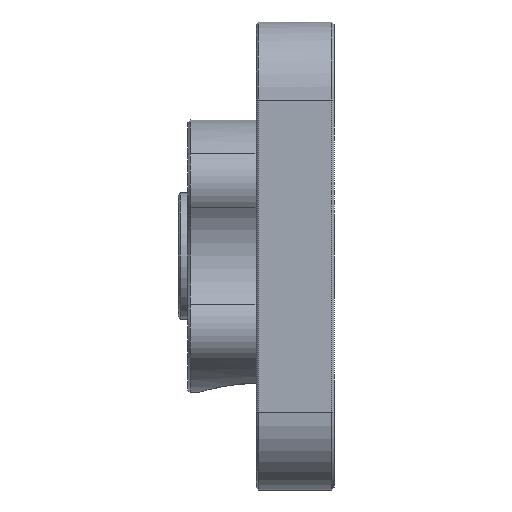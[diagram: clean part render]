
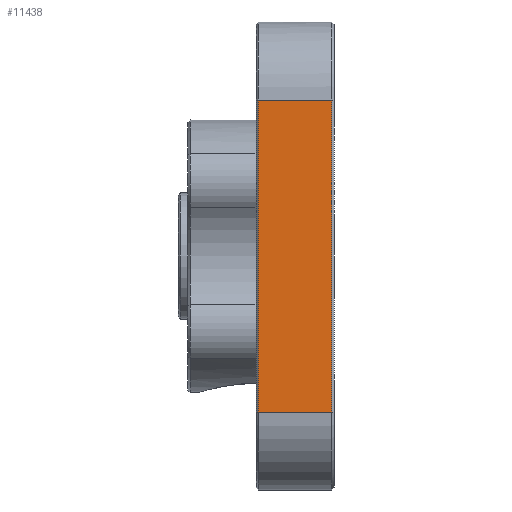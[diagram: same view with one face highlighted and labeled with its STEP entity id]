
A CAD part, left-side view. The second image highlights one B-rep face of the part: STEP entity #11438.
In plain terms, the highlighted planar face has unit normal (-1, 0, 0).
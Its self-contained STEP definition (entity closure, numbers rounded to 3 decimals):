
#688 = FACE_OUTER_BOUND ( 'NONE', #14616, .T. ) ;
#1778 = VERTEX_POINT ( 'NONE', #28646 ) ;
#3715 = LINE ( 'NONE', #20591, #14473 ) ;
#4065 = DIRECTION ( 'NONE',  ( 0., 0., 1. ) ) ;
#5172 = ORIENTED_EDGE ( 'NONE', *, *, #30293, .F. ) ;
#5609 = DIRECTION ( 'NONE',  ( 0., -1., 0. ) ) ;
#5907 = CARTESIAN_POINT ( 'NONE',  ( -12., 4., -8. ) ) ;
#8952 = EDGE_CURVE ( 'NONE', #10180, #19220, #22548, .T. ) ;
#9460 = VECTOR ( 'NONE', #4065, 1000. ) ;
#9862 = LINE ( 'NONE', #20329, #11013 ) ;
#10180 = VERTEX_POINT ( 'NONE', #30456 ) ;
#11013 = VECTOR ( 'NONE', #5609, 1000. ) ;
#11438 = ADVANCED_FACE ( 'NONE', ( #688 ), #27132, .T. ) ;
#11690 = CARTESIAN_POINT ( 'NONE',  ( -12., 0.125, 8. ) ) ;
#11845 = EDGE_CURVE ( 'NONE', #1778, #21999, #3715, .T. ) ;
#12443 = CARTESIAN_POINT ( 'NONE',  ( -12., 4., 0. ) ) ;
#13305 = DIRECTION ( 'NONE',  ( 0., -1., 0. ) ) ;
#14473 = VECTOR ( 'NONE', #28084, 1000. ) ;
#14616 = EDGE_LOOP ( 'NONE', ( #5172, #23606, #27422, #30192 ) ) ;
#14672 = CARTESIAN_POINT ( 'NONE',  ( -12., 0.125, 8. ) ) ;
#16286 = VECTOR ( 'NONE', #13305, 1000. ) ;
#17360 = DIRECTION ( 'NONE',  ( -1., 0., 0. ) ) ;
#19220 = VERTEX_POINT ( 'NONE', #14672 ) ;
#20329 = CARTESIAN_POINT ( 'NONE',  ( -12., 4., 8. ) ) ;
#20591 = CARTESIAN_POINT ( 'NONE',  ( -12., 3.875, 0. ) ) ;
#21999 = VERTEX_POINT ( 'NONE', #25336 ) ;
#22082 = LINE ( 'NONE', #5907, #16286 ) ;
#22548 = LINE ( 'NONE', #11690, #9460 ) ;
#23606 = ORIENTED_EDGE ( 'NONE', *, *, #11845, .T. ) ;
#25336 = CARTESIAN_POINT ( 'NONE',  ( -12., 3.875, -8. ) ) ;
#26025 = EDGE_CURVE ( 'NONE', #21999, #10180, #22082, .T. ) ;
#27132 = PLANE ( 'NONE',  #29482 ) ;
#27244 = DIRECTION ( 'NONE',  ( 0., 0., 1. ) ) ;
#27422 = ORIENTED_EDGE ( 'NONE', *, *, #26025, .T. ) ;
#28084 = DIRECTION ( 'NONE',  ( 0., 0., -1. ) ) ;
#28646 = CARTESIAN_POINT ( 'NONE',  ( -12., 3.875, 8. ) ) ;
#29482 = AXIS2_PLACEMENT_3D ( 'NONE', #12443, #17360, #27244 ) ;
#30192 = ORIENTED_EDGE ( 'NONE', *, *, #8952, .T. ) ;
#30293 = EDGE_CURVE ( 'NONE', #1778, #19220, #9862, .T. ) ;
#30456 = CARTESIAN_POINT ( 'NONE',  ( -12., 0.125, -8. ) ) ;
